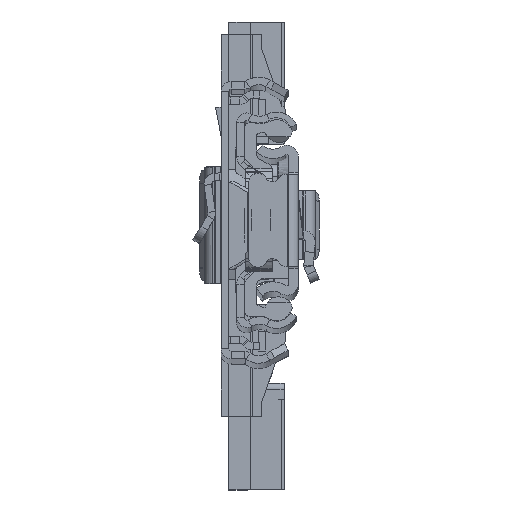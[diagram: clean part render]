
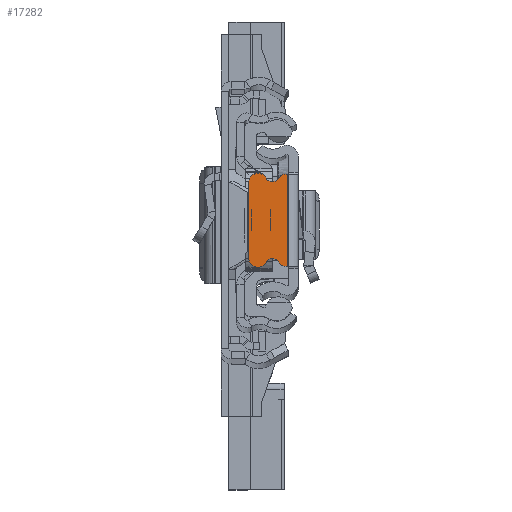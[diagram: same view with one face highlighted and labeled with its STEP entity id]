
A CAD part, top view. The second image highlights one B-rep face of the part: STEP entity #17282.
In plain terms, the highlighted planar face has unit normal (0, 0, 1).
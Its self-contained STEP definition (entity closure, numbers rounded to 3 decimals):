
#189 = AXIS2_PLACEMENT_3D ( 'NONE', #33751, #8191, #25343 ) ;
#561 = ORIENTED_EDGE ( 'NONE', *, *, #23196, .T. ) ;
#763 = VERTEX_POINT ( 'NONE', #34021 ) ;
#1235 = CARTESIAN_POINT ( 'NONE',  ( -6.429, -6., 0. ) ) ;
#1275 = AXIS2_PLACEMENT_3D ( 'NONE', #26604, #12613, #26415 ) ;
#1325 = VERTEX_POINT ( 'NONE', #29781 ) ;
#2051 = PLANE ( 'NONE',  #28395 ) ;
#2482 = VERTEX_POINT ( 'NONE', #4035 ) ;
#3394 = VECTOR ( 'NONE', #6999, 1000. ) ;
#4032 = AXIS2_PLACEMENT_3D ( 'NONE', #11456, #28620, #25822 ) ;
#4035 = CARTESIAN_POINT ( 'NONE',  ( -5.109, 6.713, 0. ) ) ;
#4466 = CARTESIAN_POINT ( 'NONE',  ( -4.142, -7.236, 0. ) ) ;
#4648 = DIRECTION ( 'NONE',  ( 0., 0., -1. ) ) ;
#4998 = ORIENTED_EDGE ( 'NONE', *, *, #11487, .T. ) ;
#5005 = DIRECTION ( 'NONE',  ( -1., 0., 0. ) ) ;
#5762 = LINE ( 'NONE', #19728, #8944 ) ;
#6452 = CARTESIAN_POINT ( 'NONE',  ( -1.75, -7.37, 0. ) ) ;
#6919 = CARTESIAN_POINT ( 'NONE',  ( -7.929, 6., 0. ) ) ;
#6999 = DIRECTION ( 'NONE',  ( 1., 0., 0. ) ) ;
#7747 = EDGE_CURVE ( 'NONE', #36208, #763, #28258, .T. ) ;
#8191 = DIRECTION ( 'NONE',  ( 0., 0., 1. ) ) ;
#8944 = VECTOR ( 'NONE', #26061, 1000. ) ;
#9205 = CARTESIAN_POINT ( 'NONE',  ( -1.929, -7.37, 0. ) ) ;
#9988 = ORIENTED_EDGE ( 'NONE', *, *, #25129, .T. ) ;
#10546 = EDGE_CURVE ( 'NONE', #36234, #19106, #5762, .T. ) ;
#10975 = DIRECTION ( 'NONE',  ( 1., 0., 0. ) ) ;
#11244 = EDGE_LOOP ( 'NONE', ( #36314, #17788, #9988, #4998, #22177, #32829, #33207, #20617, #561, #16073 ) ) ;
#11456 = CARTESIAN_POINT ( 'NONE',  ( -6.429, 6., 0. ) ) ;
#11487 = EDGE_CURVE ( 'NONE', #26418, #2482, #12329, .T. ) ;
#12329 = CIRCLE ( 'NONE', #28419, 1.1 ) ;
#12613 = DIRECTION ( 'NONE',  ( 0., 0., 1. ) ) ;
#12999 = CIRCLE ( 'NONE', #19574, 1.5 ) ;
#13766 = VERTEX_POINT ( 'NONE', #34037 ) ;
#14087 = CARTESIAN_POINT ( 'NONE',  ( -7.929, -6., 0. ) ) ;
#14331 = CARTESIAN_POINT ( 'NONE',  ( -3.206, 6.658, 0. ) ) ;
#14470 = EDGE_CURVE ( 'NONE', #26346, #17304, #20039, .T. ) ;
#16073 = ORIENTED_EDGE ( 'NONE', *, *, #36712, .F. ) ;
#16955 = CARTESIAN_POINT ( 'NONE',  ( -4.142, 7.236, 0. ) ) ;
#17282 = ADVANCED_FACE ( 'NONE', ( #30195 ), #2051, .T. ) ;
#17304 = VERTEX_POINT ( 'NONE', #27939 ) ;
#17455 = DIRECTION ( 'NONE',  ( 0., -1., 0. ) ) ;
#17788 = ORIENTED_EDGE ( 'NONE', *, *, #33088, .F. ) ;
#18407 = DIRECTION ( 'NONE',  ( 0., 0., 1. ) ) ;
#19046 = DIRECTION ( 'NONE',  ( 0., 0., -1. ) ) ;
#19106 = VERTEX_POINT ( 'NONE', #6452 ) ;
#19574 = AXIS2_PLACEMENT_3D ( 'NONE', #1235, #18407, #29744 ) ;
#19728 = CARTESIAN_POINT ( 'NONE',  ( -1.75, 0., 0. ) ) ;
#20039 = CIRCLE ( 'NONE', #31906, 1.1 ) ;
#20120 = CIRCLE ( 'NONE', #4032, 1.5 ) ;
#20617 = ORIENTED_EDGE ( 'NONE', *, *, #14470, .T. ) ;
#21550 = LINE ( 'NONE', #36773, #3394 ) ;
#22177 = ORIENTED_EDGE ( 'NONE', *, *, #22233, .T. ) ;
#22233 = EDGE_CURVE ( 'NONE', #2482, #36208, #20120, .T. ) ;
#22797 = CIRCLE ( 'NONE', #189, 1.5 ) ;
#22921 = CARTESIAN_POINT ( 'NONE',  ( -5.109, -6.713, 0. ) ) ;
#23196 = EDGE_CURVE ( 'NONE', #17304, #1325, #32784, .T. ) ;
#23565 = LINE ( 'NONE', #9205, #25534 ) ;
#24547 = VECTOR ( 'NONE', #17455, 1000. ) ;
#25129 = EDGE_CURVE ( 'NONE', #13766, #26418, #22797, .T. ) ;
#25343 = DIRECTION ( 'NONE',  ( -1., 0., 0. ) ) ;
#25534 = VECTOR ( 'NONE', #34408, 1000. ) ;
#25822 = DIRECTION ( 'NONE',  ( -1., 0., 0. ) ) ;
#26061 = DIRECTION ( 'NONE',  ( 0., -1., 0. ) ) ;
#26346 = VERTEX_POINT ( 'NONE', #22921 ) ;
#26415 = DIRECTION ( 'NONE',  ( 1., 0., 0. ) ) ;
#26418 = VERTEX_POINT ( 'NONE', #14331 ) ;
#26604 = CARTESIAN_POINT ( 'NONE',  ( -1.929, -5.87, 0. ) ) ;
#27939 = CARTESIAN_POINT ( 'NONE',  ( -3.206, -6.658, 0. ) ) ;
#28258 = LINE ( 'NONE', #14087, #24547 ) ;
#28395 = AXIS2_PLACEMENT_3D ( 'NONE', #33369, #33735, #36704 ) ;
#28419 = AXIS2_PLACEMENT_3D ( 'NONE', #16955, #19046, #10975 ) ;
#28620 = DIRECTION ( 'NONE',  ( 0., 0., 1. ) ) ;
#29744 = DIRECTION ( 'NONE',  ( 1., 0., 0. ) ) ;
#29781 = CARTESIAN_POINT ( 'NONE',  ( -1.929, -7.37, 0. ) ) ;
#30195 = FACE_OUTER_BOUND ( 'NONE', #11244, .T. ) ;
#30225 = CARTESIAN_POINT ( 'NONE',  ( -1.75, 7.37, 0. ) ) ;
#31906 = AXIS2_PLACEMENT_3D ( 'NONE', #4466, #4648, #5005 ) ;
#32784 = CIRCLE ( 'NONE', #1275, 1.5 ) ;
#32829 = ORIENTED_EDGE ( 'NONE', *, *, #7747, .T. ) ;
#33088 = EDGE_CURVE ( 'NONE', #13766, #36234, #21550, .T. ) ;
#33207 = ORIENTED_EDGE ( 'NONE', *, *, #34163, .T. ) ;
#33369 = CARTESIAN_POINT ( 'NONE',  ( 544.071, 0., 0. ) ) ;
#33735 = DIRECTION ( 'NONE',  ( 0., 0., 1. ) ) ;
#33751 = CARTESIAN_POINT ( 'NONE',  ( -1.929, 5.87, 0. ) ) ;
#34021 = CARTESIAN_POINT ( 'NONE',  ( -7.929, -6., 0. ) ) ;
#34037 = CARTESIAN_POINT ( 'NONE',  ( -1.929, 7.37, 0. ) ) ;
#34163 = EDGE_CURVE ( 'NONE', #763, #26346, #12999, .T. ) ;
#34408 = DIRECTION ( 'NONE',  ( -1., 0., 0. ) ) ;
#36208 = VERTEX_POINT ( 'NONE', #6919 ) ;
#36234 = VERTEX_POINT ( 'NONE', #30225 ) ;
#36314 = ORIENTED_EDGE ( 'NONE', *, *, #10546, .F. ) ;
#36704 = DIRECTION ( 'NONE',  ( 1., 0., 0. ) ) ;
#36712 = EDGE_CURVE ( 'NONE', #19106, #1325, #23565, .T. ) ;
#36773 = CARTESIAN_POINT ( 'NONE',  ( -1.929, 7.37, 0. ) ) ;
